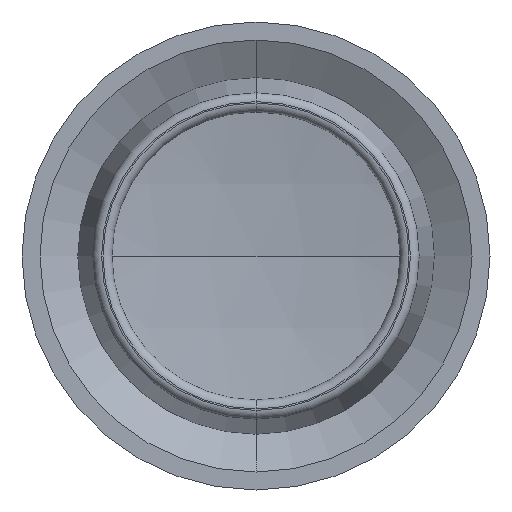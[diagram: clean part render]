
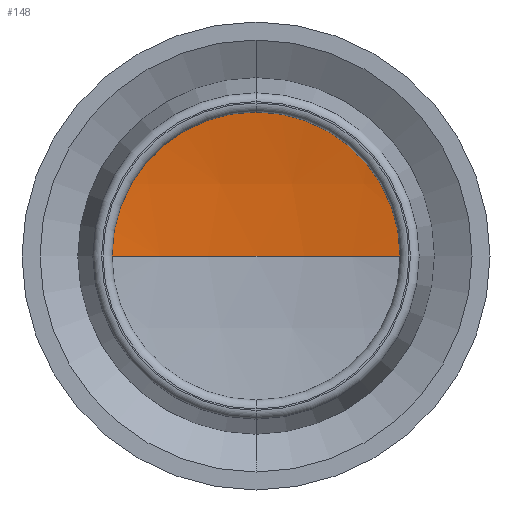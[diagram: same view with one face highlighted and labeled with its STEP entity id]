
A CAD part, front view. The second image highlights one B-rep face of the part: STEP entity #148.
In plain terms, the highlighted spherical face has radius 48.5 mm.
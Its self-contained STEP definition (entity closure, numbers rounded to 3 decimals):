
#1 = DIRECTION ( 'NONE',  ( -1., 0., 0. ) ) ;
#28 = EDGE_CURVE ( 'NONE', #171, #30, #494, .T. ) ;
#30 = VERTEX_POINT ( 'NONE', #357 ) ;
#33 = ORIENTED_EDGE ( 'NONE', *, *, #34, .T. ) ;
#34 = EDGE_CURVE ( 'NONE', #30, #40, #356, .T. ) ;
#36 = ORIENTED_EDGE ( 'NONE', *, *, #39, .T. ) ;
#37 = VERTEX_POINT ( 'NONE', #351 ) ;
#38 = EDGE_CURVE ( 'NONE', #37, #40, #349, .T. ) ;
#39 = EDGE_CURVE ( 'NONE', #37, #171, #344, .T. ) ;
#40 = VERTEX_POINT ( 'NONE', #340 ) ;
#148 = ADVANCED_FACE ( 'NONE', ( #274 ), #273, .F. ) ;
#149 = EDGE_LOOP ( 'NONE', ( #150, #36, #172, #33 ) ) ;
#150 = ORIENTED_EDGE ( 'NONE', *, *, #38, .F. ) ;
#171 = VERTEX_POINT ( 'NONE', #531 ) ;
#172 = ORIENTED_EDGE ( 'NONE', *, *, #28, .T. ) ;
#270 = DIRECTION ( 'NONE',  ( 0., 0., -1. ) ) ;
#271 = CARTESIAN_POINT ( 'NONE',  ( 0., -42., 0. ) ) ;
#272 = AXIS2_PLACEMENT_3D ( 'NONE', #271, #270, #1 ) ;
#273 = SPHERICAL_SURFACE ( 'NONE', #272, 48.5 ) ;
#274 = FACE_OUTER_BOUND ( 'NONE', #149, .T. ) ;
#340 = CARTESIAN_POINT ( 'NONE',  ( -8., 5.836, 0. ) ) ;
#341 = DIRECTION ( 'NONE',  ( -1., 0., 0. ) ) ;
#342 = DIRECTION ( 'NONE',  ( 0., 0., -1. ) ) ;
#343 = AXIS2_PLACEMENT_3D ( 'NONE', #350, #342, #341 ) ;
#344 = CIRCLE ( 'NONE', #343, 48.5 ) ;
#345 = DIRECTION ( 'NONE',  ( 1., 0., 0. ) ) ;
#346 = DIRECTION ( 'NONE',  ( 0., 0., 1. ) ) ;
#347 = CARTESIAN_POINT ( 'NONE',  ( 0., -42., 0. ) ) ;
#348 = AXIS2_PLACEMENT_3D ( 'NONE', #347, #346, #345 ) ;
#349 = CIRCLE ( 'NONE', #348, 48.5 ) ;
#350 = CARTESIAN_POINT ( 'NONE',  ( 0., -42., 0. ) ) ;
#351 = CARTESIAN_POINT ( 'NONE',  ( 0., 6.5, 0. ) ) ;
#352 = DIRECTION ( 'NONE',  ( 0., 0., -1. ) ) ;
#353 = DIRECTION ( 'NONE',  ( 0., -1., 0. ) ) ;
#354 = CARTESIAN_POINT ( 'NONE',  ( 0., 5.836, 0. ) ) ;
#355 = AXIS2_PLACEMENT_3D ( 'NONE', #354, #353, #352 ) ;
#356 = CIRCLE ( 'NONE', #355, 8. ) ;
#357 = CARTESIAN_POINT ( 'NONE',  ( 0., 5.836, 8. ) ) ;
#358 = DIRECTION ( 'NONE',  ( 0., 0., -1. ) ) ;
#359 = DIRECTION ( 'NONE',  ( 0., -1., 0. ) ) ;
#360 = CARTESIAN_POINT ( 'NONE',  ( 0., 5.836, 0. ) ) ;
#361 = AXIS2_PLACEMENT_3D ( 'NONE', #360, #359, #358 ) ;
#494 = CIRCLE ( 'NONE', #361, 8. ) ;
#531 = CARTESIAN_POINT ( 'NONE',  ( 8., 5.836, 0. ) ) ;
